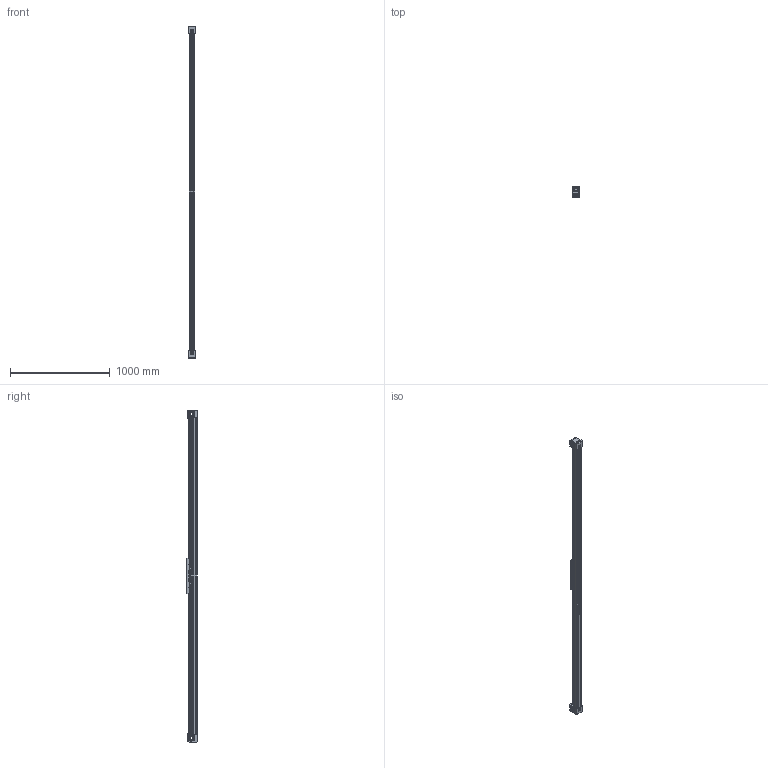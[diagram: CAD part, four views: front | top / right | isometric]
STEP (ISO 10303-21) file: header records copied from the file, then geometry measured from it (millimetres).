
FILE_DESCRIPTION (( 'STEP AP214' ), '1' );
FILE_NAME ('BLM60-2800.STEP', '2023-02-28T09:23:55', ( '' ), ( '' ), 'SwSTEP 2.0', 'SolidWorks 2023', '' );
FILE_SCHEMA (( 'AUTOMOTIVE_DESIGN' ));
Length unit declared in the file: millimetre
Products named in the file (1): BLM60-2800
Bounding box: 80 x 104 x 3336 mm (x, y, z)
Volume: 11771580.3 mm3; surface area: 2386312.9 mm2
Topology: 118 solids, 118 shells, 6270 faces, 17600 edges, 11524 vertices
Faces by surface type: plane 3532, cylinder 2370, torus 176, sphere 116, cone 52, bspline 24
Entity records: 275144 total; most frequent: CARTESIAN_POINT 39925, DIRECTION 34840, ORIENTED_EDGE 34496, EDGE_CURVE 17248, LINE 11818, VECTOR 11818, AXIS2_PLACEMENT_3D 11511, VERTEX_POINT 11412
